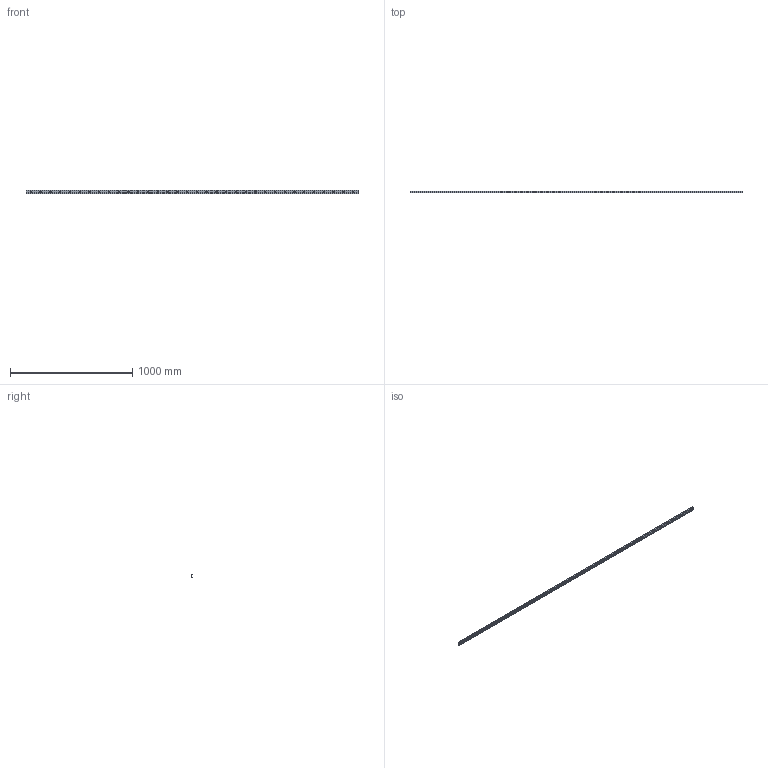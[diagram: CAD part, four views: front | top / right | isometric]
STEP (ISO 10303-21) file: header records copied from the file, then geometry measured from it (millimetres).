
FILE_DESCRIPTION((''),'2;1');
FILE_NAME('LCX 28H-2720.C.stp','2016-04-28T08:34:56',('MRathmann'),(''),'Autodesk Inventor 2012','Autodesk Inventor 2012','');
FILE_SCHEMA(('CONFIG_CONTROL_DESIGN'));
Length unit declared in the file: millimetre
Products named in the file (1): LCX 28H-2720.C
Bounding box: 2720 x 12.3 x 28 mm (x, y, z)
Volume: 439797.2 mm3; surface area: 263608.8 mm2
Topology: 1 solids, 1 shells, 126 faces, 304 edges, 214 vertices
Faces by surface type: cylinder 79, plane 47
Full cylindrical faces by diameter (mm): 6.4 x34, 11 x34
Entity records: 3314 total; most frequent: DIRECTION 614, CARTESIAN_POINT 509, ORIENTED_EDGE 404, EDGE_LOOP 296, AXIS2_PLACEMENT_3D 285, EDGE_CURVE 202, VERTEX_POINT 180, FACE_BOUND 170
